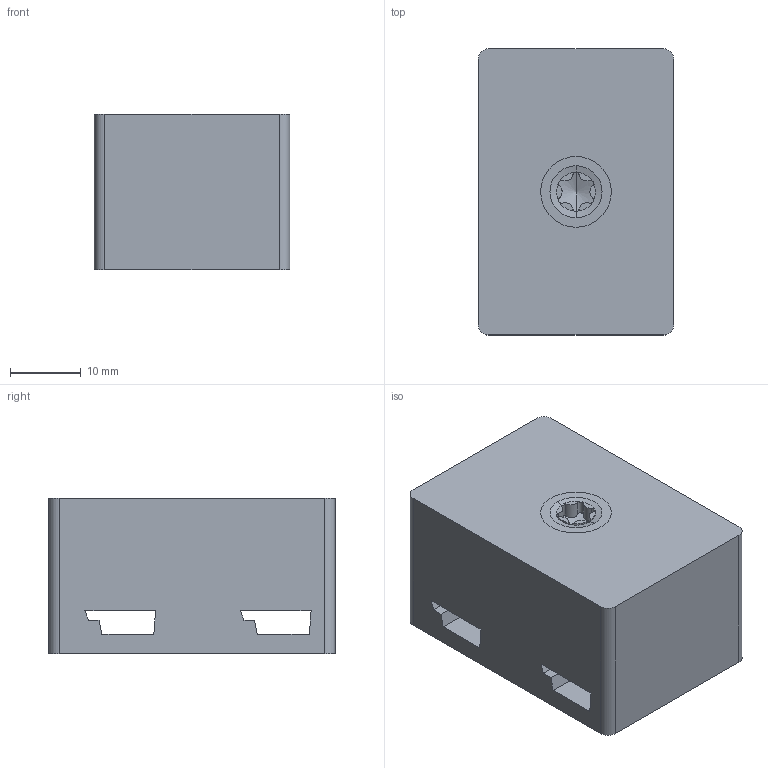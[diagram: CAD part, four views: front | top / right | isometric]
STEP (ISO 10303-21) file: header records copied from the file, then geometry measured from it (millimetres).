
FILE_DESCRIPTION((''),'2;1');
FILE_NAME('ASM0007_ASM','2012-02-02T',('dhelisch'),(''),'PRO/ENGINEER BY PARAMETRIC TECHNOLOGY CORPORATION, 2007250','PRO/ENGINEER BY PARAMETRIC TECHNOLOGY CORPORATION, 2007250','');
FILE_SCHEMA(('CONFIG_CONTROL_DESIGN'));
Length unit declared in the file: millimetre
Products named in the file (3): PRT0005; PRT0031; ASM0007_ASM
Assembly tree (2 placements, depth 2):
  ASM0007_ASM
    PRT0005
    PRT0031
Bounding box: 27.7 x 40.5 x 22 mm (x, y, z)
Volume: 22969.7 mm3; surface area: 7527.1 mm2
Topology: 2 solids, 2 shells, 72 faces, 188 edges, 121 vertices
Faces by surface type: cylinder 32, plane 28, cone 8, torus 4
Entity records: 2768 total; most frequent: CARTESIAN_POINT 614, DIRECTION 388, ORIENTED_EDGE 372, EDGE_CURVE 186, AXIS2_PLACEMENT_3D 147, VERTEX_POINT 121, VECTOR 94, LINE 94
